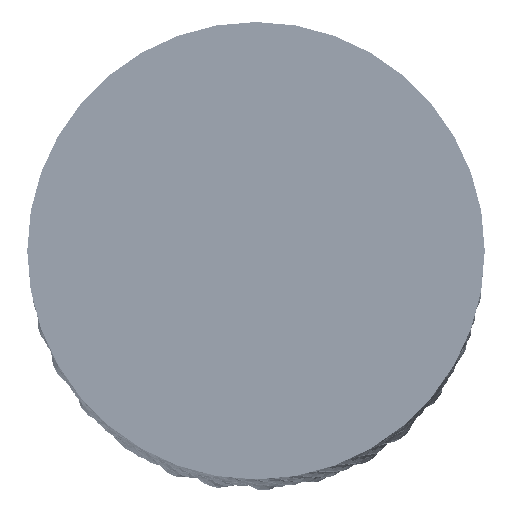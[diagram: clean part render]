
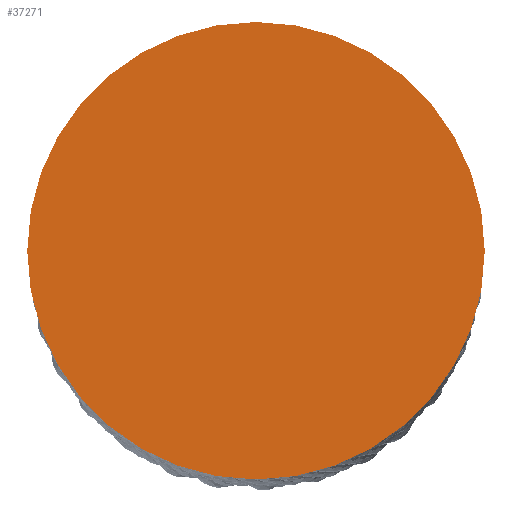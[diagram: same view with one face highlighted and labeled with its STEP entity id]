
A CAD part, top view. The second image highlights one B-rep face of the part: STEP entity #37271.
In plain terms, the highlighted planar face has unit normal (0, 0, 1).
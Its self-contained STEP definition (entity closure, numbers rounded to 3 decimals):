
#11297 = FACE_OUTER_BOUND ( 'NONE', #38978, .T. ) ;
#12788 = DIRECTION ( 'NONE',  ( 1., 0., 0. ) ) ;
#12994 = PLANE ( 'NONE',  #46504 ) ;
#16639 = DIRECTION ( 'NONE',  ( 0., 0., 1. ) ) ;
#16815 = DIRECTION ( 'NONE',  ( 1., 0., 0. ) ) ;
#25291 = CARTESIAN_POINT ( 'NONE',  ( 0., 0., 1. ) ) ;
#25700 = ORIENTED_EDGE ( 'NONE', *, *, #44460, .T. ) ;
#32506 = CARTESIAN_POINT ( 'NONE',  ( 0., 0., 1. ) ) ;
#37097 = CIRCLE ( 'NONE', #41123, 3. ) ;
#37271 = ADVANCED_FACE ( 'NONE', ( #11297 ), #12994, .T. ) ;
#38978 = EDGE_LOOP ( 'NONE', ( #25700 ) ) ;
#41123 = AXIS2_PLACEMENT_3D ( 'NONE', #25291, #49759, #12788 ) ;
#43372 = VERTEX_POINT ( 'NONE', #50133 ) ;
#44460 = EDGE_CURVE ( 'NONE', #43372, #43372, #37097, .T. ) ;
#46504 = AXIS2_PLACEMENT_3D ( 'NONE', #32506, #16639, #16815 ) ;
#49759 = DIRECTION ( 'NONE',  ( 0., 0., 1. ) ) ;
#50133 = CARTESIAN_POINT ( 'NONE',  ( 3., 0., 1. ) ) ;
